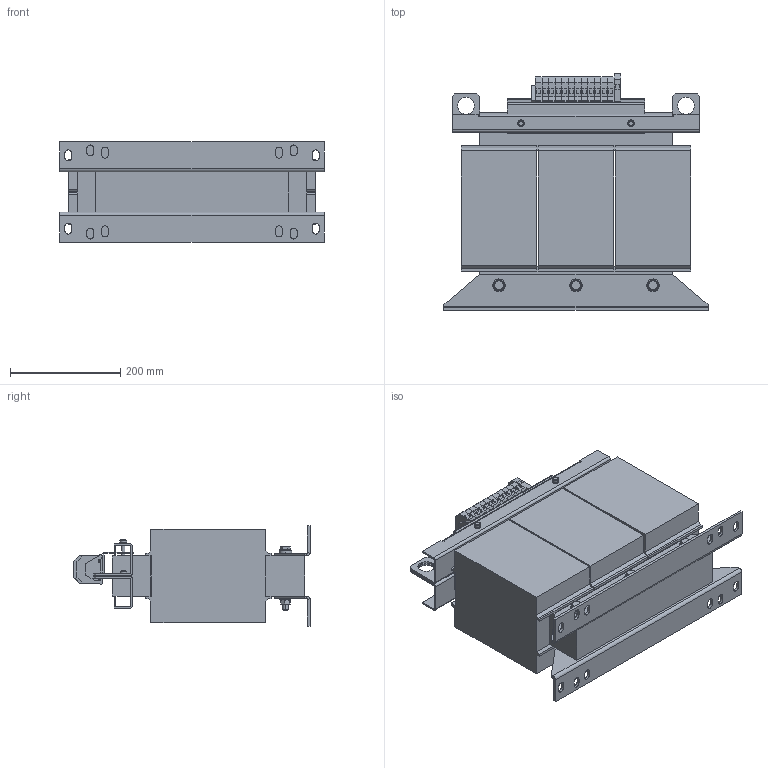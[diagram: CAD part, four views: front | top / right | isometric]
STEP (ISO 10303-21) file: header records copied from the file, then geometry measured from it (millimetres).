
FILE_DESCRIPTION (( 'STEP AP214' ), '1' );
FILE_NAME ('202670.STEP', '2020-05-28T17:47:50', ( '' ), ( '' ), 'SwSTEP 2.0', 'SolidWorks 2018', '' );
FILE_SCHEMA (( 'AUTOMOTIVE_DESIGN' ));
Length unit declared in the file: millimetre
Products named in the file (1): 202670
Bounding box: 480 x 429.55 x 183 mm (x, y, z)
Volume: 19431132.8 mm3; surface area: 1084687.8 mm2
Topology: 1 solids, 1 shells, 1096 faces, 2640 edges, 1641 vertices
Faces by surface type: plane 798, cylinder 198, cone 68, torus 24, sphere 8
Entity records: 31895 total; most frequent: CARTESIAN_POINT 6085, ORIENTED_EDGE 5280, DIRECTION 5261, EDGE_CURVE 2640, VECTOR 1963, LINE 1963, AXIS2_PLACEMENT_3D 1649, VERTEX_POINT 1641
